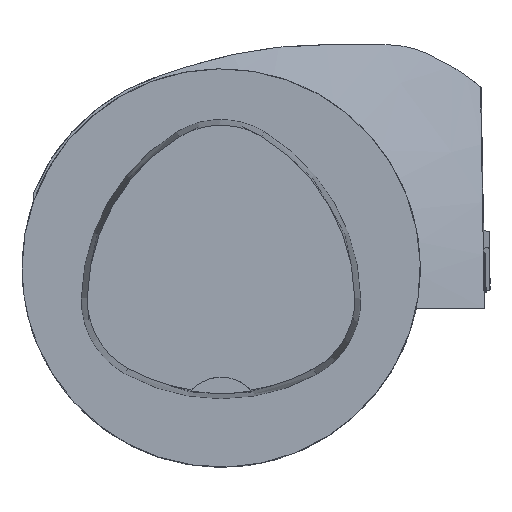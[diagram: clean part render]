
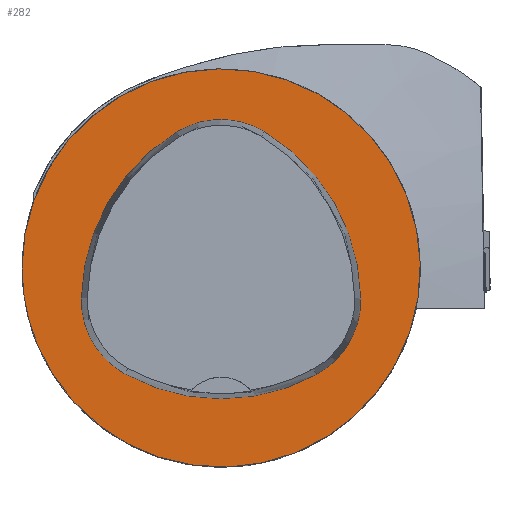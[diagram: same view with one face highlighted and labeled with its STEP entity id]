
A CAD part, top view. The second image highlights one B-rep face of the part: STEP entity #282.
In plain terms, the highlighted planar face has unit normal (0, 0, 1).
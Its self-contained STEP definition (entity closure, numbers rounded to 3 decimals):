
#136=FACE_BOUND('',#533,.T.);
#137=FACE_BOUND('',#534,.T.);
#197=CIRCLE('',#1991,20.);
#199=CIRCLE('',#2003,20.);
#201=CIRCLE('',#2006,8.5);
#203=CIRCLE('',#2009,20.);
#205=CIRCLE('',#2012,8.5);
#209=CIRCLE('',#2017,20.);
#211=CIRCLE('',#2020,8.5);
#282=ADVANCED_FACE('',(#136,#137),#351,.T.);
#351=PLANE('',#2025);
#533=EDGE_LOOP('',(#987,#988,#989,#990,#991,#992));
#534=EDGE_LOOP('',(#993));
#987=ORIENTED_EDGE('',*,*,#1488,.T.);
#988=ORIENTED_EDGE('',*,*,#1468,.T.);
#989=ORIENTED_EDGE('',*,*,#1472,.T.);
#990=ORIENTED_EDGE('',*,*,#1475,.T.);
#991=ORIENTED_EDGE('',*,*,#1478,.T.);
#992=ORIENTED_EDGE('',*,*,#1486,.T.);
#993=ORIENTED_EDGE('',*,*,#1443,.F.);
#1227=VERTEX_POINT('',#3160);
#1250=VERTEX_POINT('',#3231);
#1251=VERTEX_POINT('',#3232);
#1254=VERTEX_POINT('',#3240);
#1256=VERTEX_POINT('',#3246);
#1258=VERTEX_POINT('',#3252);
#1265=VERTEX_POINT('',#3273);
#1443=EDGE_CURVE('',#1227,#1227,#197,.T.);
#1468=EDGE_CURVE('',#1250,#1251,#199,.T.);
#1472=EDGE_CURVE('',#1251,#1254,#201,.T.);
#1475=EDGE_CURVE('',#1254,#1256,#203,.T.);
#1478=EDGE_CURVE('',#1256,#1258,#205,.T.);
#1486=EDGE_CURVE('',#1258,#1265,#209,.T.);
#1488=EDGE_CURVE('',#1265,#1250,#211,.T.);
#1991=AXIS2_PLACEMENT_3D('',#3159,#2401,#2402);
#2003=AXIS2_PLACEMENT_3D('',#3230,#2433,#2434);
#2006=AXIS2_PLACEMENT_3D('',#3239,#2441,#2442);
#2009=AXIS2_PLACEMENT_3D('',#3245,#2448,#2449);
#2012=AXIS2_PLACEMENT_3D('',#3251,#2455,#2456);
#2017=AXIS2_PLACEMENT_3D('',#3274,#2467,#2468);
#2020=AXIS2_PLACEMENT_3D('',#3277,#2473,#2474);
#2025=AXIS2_PLACEMENT_3D('',#3282,#2483,#2484);
#2401=DIRECTION('',(0.,0.,-1.));
#2402=DIRECTION('',(-1.,0.,0.));
#2433=DIRECTION('',(0.,0.,-1.));
#2434=DIRECTION('',(-1.,0.,0.));
#2441=DIRECTION('',(0.,0.,-1.));
#2442=DIRECTION('',(-1.,0.,0.));
#2448=DIRECTION('',(0.,0.,-1.));
#2449=DIRECTION('',(-1.,0.,0.));
#2455=DIRECTION('',(0.,0.,-1.));
#2456=DIRECTION('',(-1.,0.,0.));
#2467=DIRECTION('',(0.,0.,-1.));
#2468=DIRECTION('',(-1.,0.,0.));
#2473=DIRECTION('',(0.,0.,-1.));
#2474=DIRECTION('',(-1.,0.,0.));
#2483=DIRECTION('',(0.,0.,1.));
#2484=DIRECTION('',(1.,0.,0.));
#3159=CARTESIAN_POINT('',(0.,0.,0.));
#3160=CARTESIAN_POINT('',(-20.,0.,0.));
#3230=CARTESIAN_POINT('',(5.955,-3.414,0.));
#3231=CARTESIAN_POINT('',(-14.041,-3.042,0.));
#3232=CARTESIAN_POINT('',(-4.472,13.653,0.));
#3239=CARTESIAN_POINT('',(-0.04,6.4,0.));
#3240=CARTESIAN_POINT('',(4.347,13.68,0.));
#3245=CARTESIAN_POINT('',(-5.976,-3.45,0.));
#3246=CARTESIAN_POINT('',(14.021,-3.075,0.));
#3251=CARTESIAN_POINT('',(5.522,-3.235,0.));
#3252=CARTESIAN_POINT('',(9.588,-10.699,0.));
#3273=CARTESIAN_POINT('',(-9.655,-10.639,0.));
#3274=CARTESIAN_POINT('',(0.022,6.864,0.));
#3277=CARTESIAN_POINT('',(-5.543,-3.2,0.));
#3282=CARTESIAN_POINT('',(0.,0.,0.));
